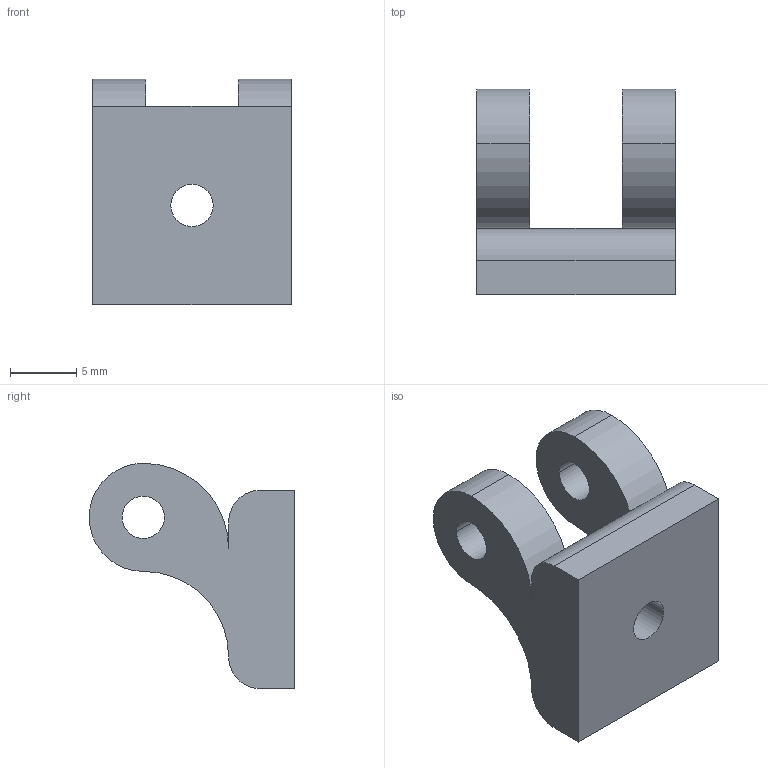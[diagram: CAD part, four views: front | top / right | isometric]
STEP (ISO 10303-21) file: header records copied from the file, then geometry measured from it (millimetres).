
FILE_DESCRIPTION(('CATIA V5 STEP Exchange'),'2;1');
FILE_NAME('Y Pulley.stp','2018-02-21T10:51:37+00:00',('none'),('none'),'CATIA Version 5 Release 20 GA (IN-10)','CATIA V5 STEP AP203','none');
FILE_SCHEMA(('CONFIG_CONTROL_DESIGN'));
Length unit declared in the file: millimetre
Products named in the file (1): Part1
Bounding box: 15 x 15.53 x 17.03 mm (x, y, z)
Volume: 1614.5 mm3; surface area: 1311.6 mm2
Topology: 1 solids, 1 shells, 22 faces, 60 edges, 40 vertices
Faces by surface type: cylinder 14, plane 8
Entity records: 703 total; most frequent: ORIENTED_EDGE 120, CARTESIAN_POINT 116, DIRECTION 90, EDGE_CURVE 60, AXIS2_PLACEMENT_3D 44, VERTEX_POINT 40, VECTOR 32, LINE 32
